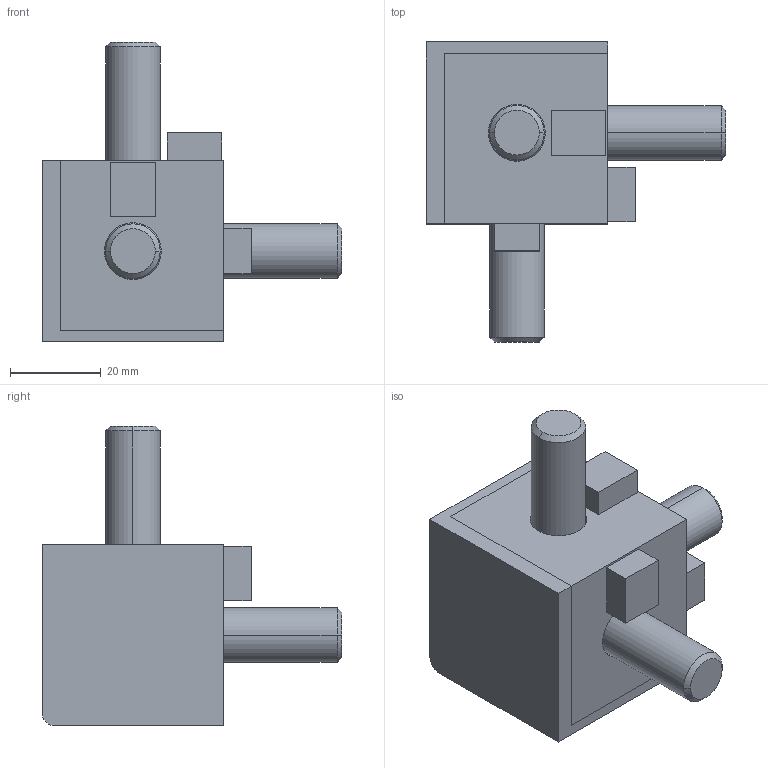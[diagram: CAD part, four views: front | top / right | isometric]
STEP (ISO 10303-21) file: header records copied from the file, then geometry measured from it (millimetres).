
FILE_DESCRIPTION (( 'STEP AP214' ), '1' );
FILE_NAME ('User Library-RACC-P10-3P-Gris-4040.STEP', '2025-10-30T07:33:31', ( '' ), ( '' ), 'SwSTEP 2.0', 'SolidWorks 2022', '' );
FILE_SCHEMA (( 'AUTOMOTIVE_DESIGN' ));
Length unit declared in the file: millimetre
Products named in the file (4): User Library-RACC-P10-3P-Gris-4040; _CBS12-30; _HBLCR8-B_b; _HBLCR8-B_c
Assembly tree (5 placements, depth 2):
  User Library-RACC-P10-3P-Gris-4040
    _HBLCR8-B_b
    _HBLCR8-B_c
    _CBS12-30  x3
Bounding box: 66 x 66 x 66 mm (x, y, z)
Volume: 51877.9 mm3; surface area: 27945.6 mm2
Topology: 5 solids, 5 shells, 151 faces, 348 edges, 213 vertices
Faces by surface type: plane 90, cylinder 35, cone 20, bspline 6
Entity records: 3254 total; most frequent: CARTESIAN_POINT 698, DIRECTION 518, ORIENTED_EDGE 476, EDGE_CURVE 238, AXIS2_PLACEMENT_3D 175, VECTOR 168, LINE 168, VERTEX_POINT 151
